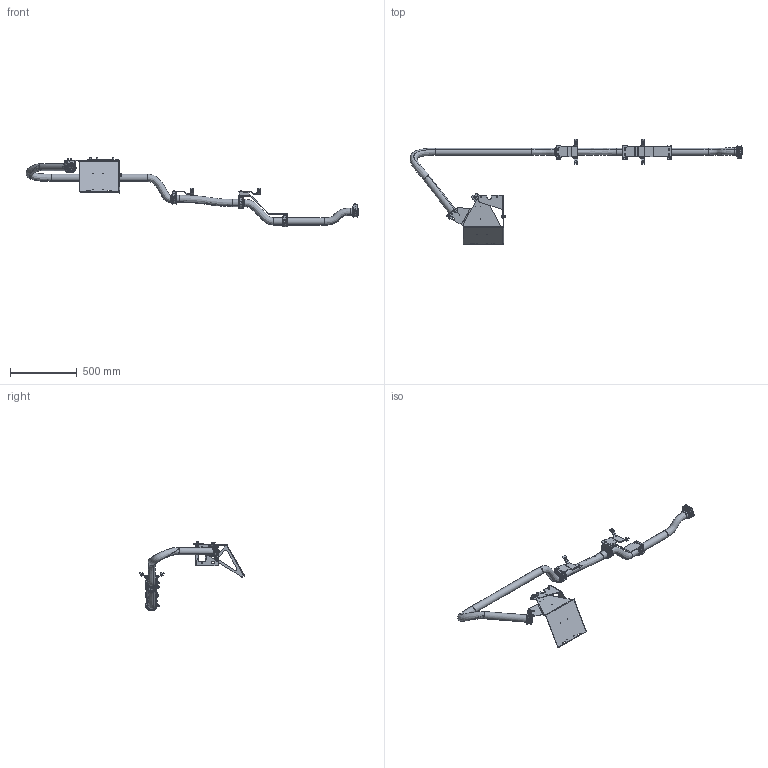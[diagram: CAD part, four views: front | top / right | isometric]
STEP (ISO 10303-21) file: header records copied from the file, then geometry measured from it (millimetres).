
FILE_DESCRIPTION (( 'STEP AP214' ), '1' );
FILE_NAME ('P2196.STEP', '2024-02-29T08:52:53', ( '' ), ( '' ), 'SwSTEP 2.0', 'SolidWorks 2024', '' );
FILE_SCHEMA (( 'AUTOMOTIVE_DESIGN' ));
Length unit declared in the file: millimetre
Products named in the file (1): P2196
Bounding box: 2488.65 x 787.72 x 524.63 mm (x, y, z)
Volume: 3471266.3 mm3; surface area: 1895457 mm2
Topology: 41 solids, 41 shells, 2665 faces, 6669 edges, 4188 vertices
Faces by surface type: plane 1076, cylinder 992, bspline 256, cone 165, torus 116, sphere 60
Entity records: 145448 total; most frequent: CARTESIAN_POINT 84618, ORIENTED_EDGE 13070, DIRECTION 11584, EDGE_CURVE 6535, AXIS2_PLACEMENT_3D 4211, VERTEX_POINT 4128, LINE 3162, VECTOR 3162
